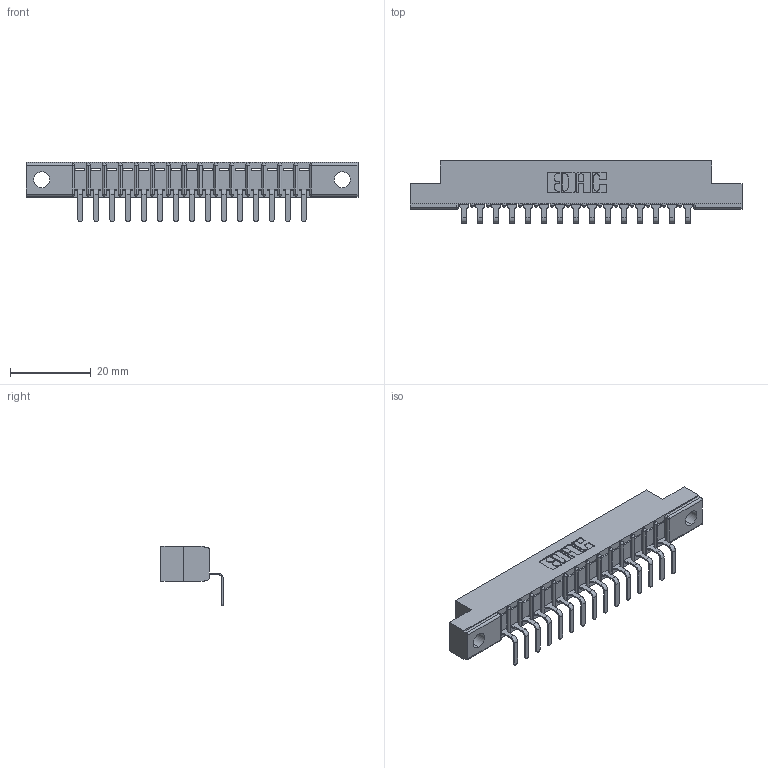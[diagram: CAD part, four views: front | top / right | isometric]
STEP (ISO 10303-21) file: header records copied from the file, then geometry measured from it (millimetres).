
FILE_DESCRIPTION (( 'STEP AP203' ), '1' );
FILE_NAME ('307-015-559-104.STEP', '2019-09-04T15:54:58', ( '' ), ( '' ), 'SwSTEP 2.0', 'SolidWorks 2016', '' );
FILE_SCHEMA (( 'CONFIG_CONTROL_DESIGN' ));
Length unit declared in the file: inch
Products named in the file (3): 307-290-001_558 559 - 1 (Single); 307-015-559-104; 307 Part_.156 Dia Mounting Holes
Assembly tree (16 placements, depth 2):
  307-015-559-104
    307 Part_.156 Dia Mounting Holes
    307-290-001_558 559 - 1 (Single)  x15
Bounding box: 82.45 x 15.46 x 14.81 mm (x, y, z)
Volume: 5135.3 mm3; surface area: 7671.9 mm2
Topology: 16 solids, 16 shells, 1048 faces, 2969 edges, 1914 vertices
Faces by surface type: plane 669, cylinder 347, sphere 32
Entity records: 16710 total; most frequent: CARTESIAN_POINT 2810, ORIENTED_EDGE 2794, DIRECTION 2741, EDGE_CURVE 1397, LINE 1067, VECTOR 1067, VERTEX_POINT 906, AXIS2_PLACEMENT_3D 837
